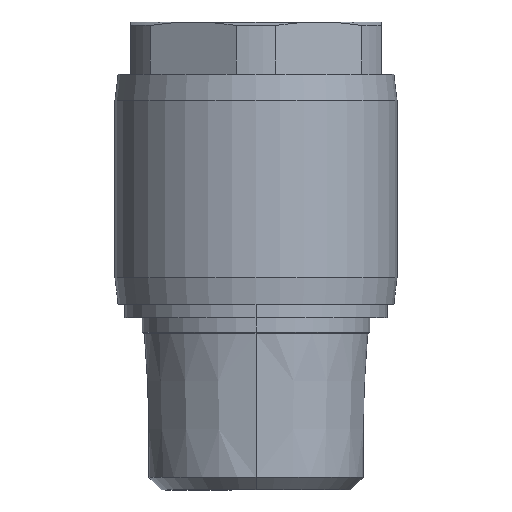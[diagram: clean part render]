
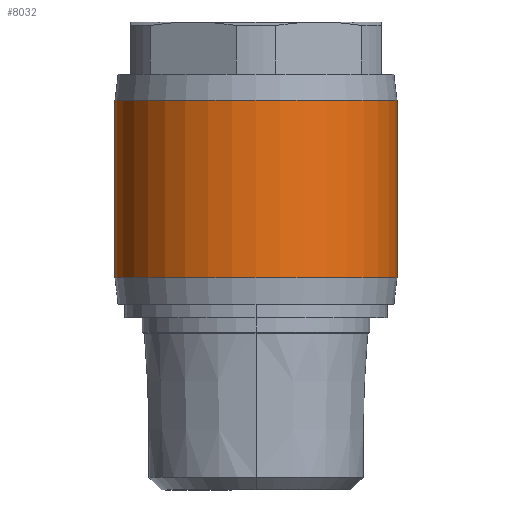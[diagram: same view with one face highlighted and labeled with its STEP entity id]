
A CAD part, left-side view. The second image highlights one B-rep face of the part: STEP entity #8032.
In plain terms, the highlighted cylindrical face has radius 13.5 mm (diameter 27 mm), a partial arc.
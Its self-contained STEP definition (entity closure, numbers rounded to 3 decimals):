
#378 = DIRECTION ( 'NONE',  ( 0., 0., 1. ) ) ;
#476 = CYLINDRICAL_SURFACE ( 'NONE', #5289, 13.5 ) ;
#974 = CARTESIAN_POINT ( 'NONE',  ( 8.9, -13.5, 0. ) ) ;
#1241 = DIRECTION ( 'NONE',  ( 0., 0., 1. ) ) ;
#1465 = EDGE_CURVE ( 'NONE', #12010, #9233, #2910, .T. ) ;
#2507 = DIRECTION ( 'NONE',  ( 0., -1., 0. ) ) ;
#2910 = LINE ( 'NONE', #9235, #5423 ) ;
#3582 = EDGE_CURVE ( 'NONE', #9233, #15694, #4226, .T. ) ;
#3643 = ORIENTED_EDGE ( 'NONE', *, *, #3582, .T. ) ;
#4226 = CIRCLE ( 'NONE', #5212, 13.5 ) ;
#5212 = AXIS2_PLACEMENT_3D ( 'NONE', #5990, #15735, #8242 ) ;
#5289 = AXIS2_PLACEMENT_3D ( 'NONE', #7472, #1241, #2507 ) ;
#5423 = VECTOR ( 'NONE', #378, 1000. ) ;
#5990 = CARTESIAN_POINT ( 'NONE',  ( 8.9, 0., 8.5 ) ) ;
#6427 = EDGE_LOOP ( 'NONE', ( #8342, #6657, #3643, #6951 ) ) ;
#6657 = ORIENTED_EDGE ( 'NONE', *, *, #1465, .T. ) ;
#6951 = ORIENTED_EDGE ( 'NONE', *, *, #9723, .F. ) ;
#7059 = VECTOR ( 'NONE', #13629, 1000. ) ;
#7121 = DIRECTION ( 'NONE',  ( -1., 0., 0. ) ) ;
#7472 = CARTESIAN_POINT ( 'NONE',  ( 8.9, 0., 0. ) ) ;
#8032 = ADVANCED_FACE ( 'NONE', ( #14934 ), #476, .T. ) ;
#8242 = DIRECTION ( 'NONE',  ( 0., -1., 0. ) ) ;
#8342 = ORIENTED_EDGE ( 'NONE', *, *, #11518, .F. ) ;
#8823 = LINE ( 'NONE', #974, #7059 ) ;
#9233 = VERTEX_POINT ( 'NONE', #15198 ) ;
#9235 = CARTESIAN_POINT ( 'NONE',  ( 8.9, 13.5, 0. ) ) ;
#9372 = CARTESIAN_POINT ( 'NONE',  ( 8.9, -13.5, -8.5 ) ) ;
#9723 = EDGE_CURVE ( 'NONE', #14312, #15694, #8823, .T. ) ;
#9795 = CARTESIAN_POINT ( 'NONE',  ( 8.9, 0., -8.5 ) ) ;
#11518 = EDGE_CURVE ( 'NONE', #12010, #14312, #15142, .T. ) ;
#12010 = VERTEX_POINT ( 'NONE', #12936 ) ;
#12854 = CARTESIAN_POINT ( 'NONE',  ( 8.9, -13.5, 8.5 ) ) ;
#12936 = CARTESIAN_POINT ( 'NONE',  ( 8.9, 13.5, -8.5 ) ) ;
#13629 = DIRECTION ( 'NONE',  ( 0., 0., 1. ) ) ;
#14312 = VERTEX_POINT ( 'NONE', #9372 ) ;
#14934 = FACE_OUTER_BOUND ( 'NONE', #6427, .T. ) ;
#15118 = AXIS2_PLACEMENT_3D ( 'NONE', #9795, #16091, #7121 ) ;
#15142 = CIRCLE ( 'NONE', #15118, 13.5 ) ;
#15198 = CARTESIAN_POINT ( 'NONE',  ( 8.9, 13.5, 8.5 ) ) ;
#15694 = VERTEX_POINT ( 'NONE', #12854 ) ;
#15735 = DIRECTION ( 'NONE',  ( 0., 0., -1. ) ) ;
#16091 = DIRECTION ( 'NONE',  ( 0., 0., -1. ) ) ;
